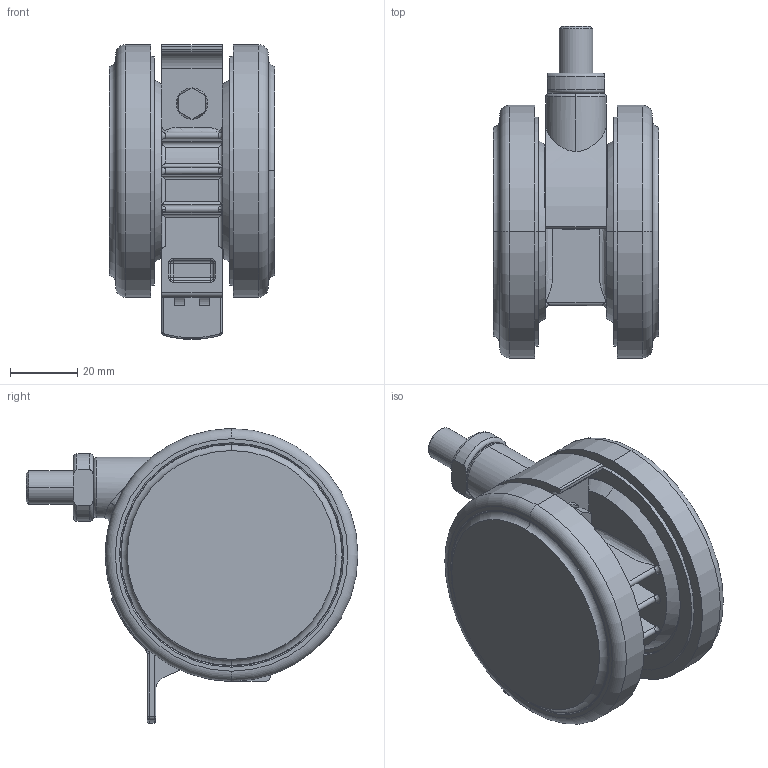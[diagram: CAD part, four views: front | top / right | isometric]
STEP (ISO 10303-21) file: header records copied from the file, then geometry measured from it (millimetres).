
FILE_DESCRIPTION (( 'STEP AP214' ), '1' );
FILE_NAME ('TCA-CFW075N10S.STEP', '2016-08-05T01:57:18', ( '' ), ( '' ), 'SwSTEP 2.0', 'SolidWorks 2015', '' );
FILE_SCHEMA (( 'AUTOMOTIVE_DESIGN' ));
Length unit declared in the file: millimetre
Products named in the file (2): caster; TCA-CFW075N10S
Assembly tree (1 placements, depth 2):
  TCA-CFW075N10S
    caster
Bounding box: 49 x 98.5 x 87.5 mm (x, y, z)
Volume: 128894.5 mm3; surface area: 81427.8 mm2
Topology: 1 solids, 5 shells, 1455 faces, 3868 edges, 2414 vertices
Faces by surface type: cylinder 693, plane 446, torus 231, cone 35, bspline 31, sphere 19
Entity records: 48440 total; most frequent: CARTESIAN_POINT 11555, DIRECTION 8215, ORIENTED_EDGE 7644, EDGE_CURVE 3822, AXIS2_PLACEMENT_3D 3200, VERTEX_POINT 2410, VECTOR 1815, LINE 1815
